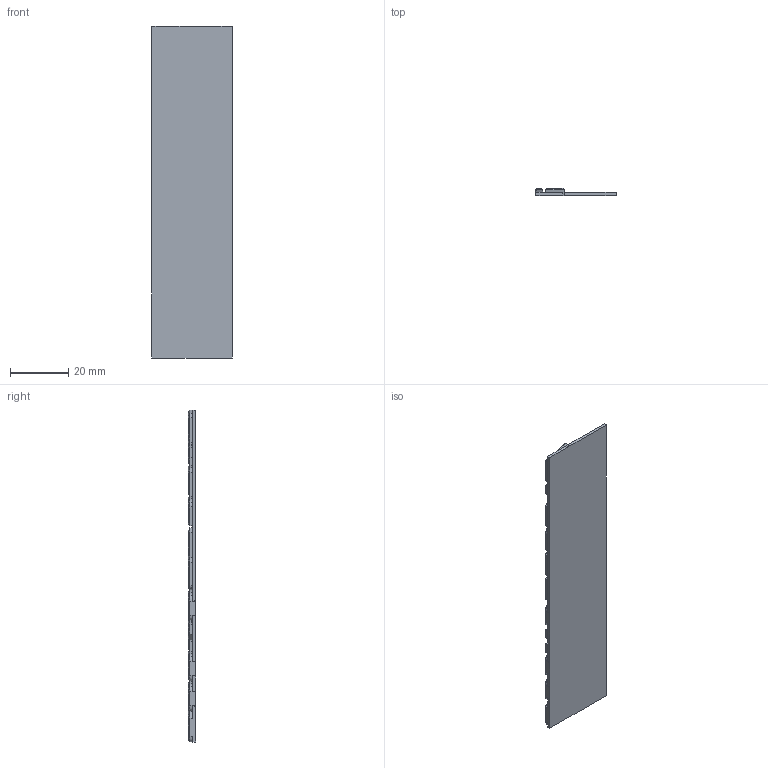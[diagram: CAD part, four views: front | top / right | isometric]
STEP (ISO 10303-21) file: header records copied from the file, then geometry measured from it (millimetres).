
FILE_DESCRIPTION(/* description */ (''),/* implementation_level */ '2;1');
FILE_NAME(/* name */ '60mm face plate v5.stp',/* time_stamp */ '2021-10-12T21:19:39+01:00',/* author */ (''),/* organization */ (''),/* preprocessor_version */ 'ST-DEVELOPER v18.1',/* originating_system */ 'Autodesk Translation Framework v10.10.0.1391',/* authorisation */ '');
FILE_SCHEMA (('AUTOMOTIVE_DESIGN { 1 0 10303 214 3 1 1 }'));
Length unit declared in the file: millimetre
Products named in the file (2): 60mm face plate; Component3
Assembly tree (1 placements, depth 2):
  60mm face plate
    Component3
Bounding box: 27.68 x 2.5 x 114.47 mm (x, y, z)
Volume: 4121 mm3; surface area: 7367.1 mm2
Topology: 1 solids, 1 shells, 387 faces, 934 edges, 567 vertices
Faces by surface type: plane 271, bspline 116
Entity records: 13901 total; most frequent: CARTESIAN_POINT 5825, ORIENTED_EDGE 1868, DIRECTION 1207, EDGE_CURVE 934, LINE 659, VECTOR 659, VERTEX_POINT 567, EDGE_LOOP 405
